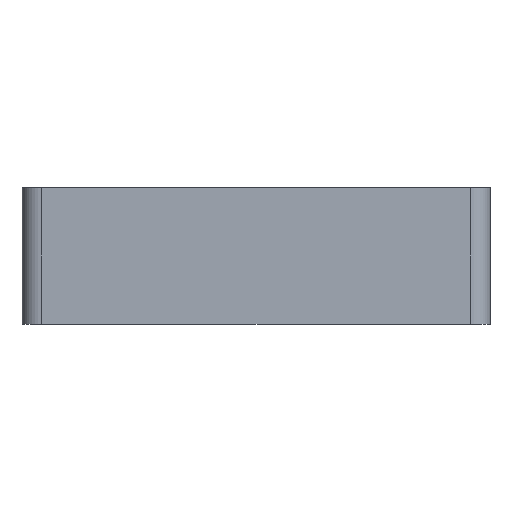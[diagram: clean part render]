
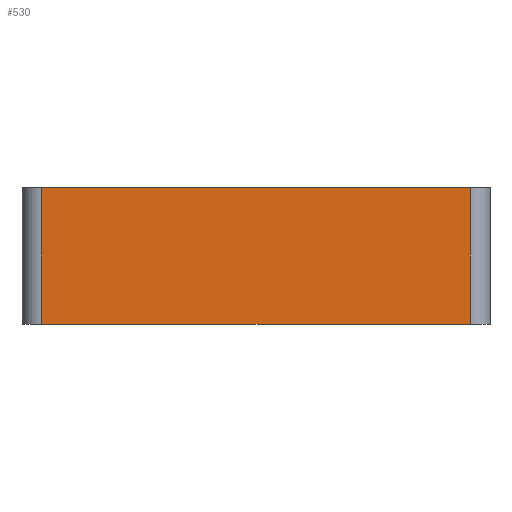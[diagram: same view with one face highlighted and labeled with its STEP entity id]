
A CAD part, left-side view. The second image highlights one B-rep face of the part: STEP entity #530.
In plain terms, the highlighted planar face has unit normal (-1, 0, 0).
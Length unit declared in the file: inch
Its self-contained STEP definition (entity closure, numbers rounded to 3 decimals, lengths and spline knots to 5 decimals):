
#28 = EDGE_LOOP ( 'NONE', ( #760, #4846, #148, #1286 ) ) ;
#41 = AXIS2_PLACEMENT_3D ( 'NONE', #1530, #510, #5917 ) ;
#96 = VERTEX_POINT ( 'NONE', #1345 ) ;
#148 = ORIENTED_EDGE ( 'NONE', *, *, #1582, .T. ) ;
#382 = VERTEX_POINT ( 'NONE', #2654 ) ;
#510 = DIRECTION ( 'NONE',  ( 1., 0., 0. ) ) ;
#530 = ADVANCED_FACE ( 'NONE', ( #5820 ), #1461, .F. ) ;
#588 = LINE ( 'NONE', #2535, #5225 ) ;
#760 = ORIENTED_EDGE ( 'NONE', *, *, #5742, .F. ) ;
#1106 = LINE ( 'NONE', #2155, #2231 ) ;
#1286 = ORIENTED_EDGE ( 'NONE', *, *, #6068, .T. ) ;
#1345 = CARTESIAN_POINT ( 'NONE',  ( -3.5, 0.25, -0.875 ) ) ;
#1403 = CARTESIAN_POINT ( 'NONE',  ( -3.5, 5.75, 0.875 ) ) ;
#1461 = PLANE ( 'NONE',  #41 ) ;
#1530 = CARTESIAN_POINT ( 'NONE',  ( -3.5, 6., -0.875 ) ) ;
#1582 = EDGE_CURVE ( 'NONE', #3457, #96, #588, .T. ) ;
#1869 = DIRECTION ( 'NONE',  ( 0., 0., -1. ) ) ;
#2155 = CARTESIAN_POINT ( 'NONE',  ( -3.5, 0.25, -0.875 ) ) ;
#2231 = VECTOR ( 'NONE', #5083, 39.37008 ) ;
#2251 = CARTESIAN_POINT ( 'NONE',  ( -3.5, 5.75, -0.875 ) ) ;
#2277 = EDGE_CURVE ( 'NONE', #3156, #3457, #3675, .T. ) ;
#2376 = CARTESIAN_POINT ( 'NONE',  ( -3.5, 5.75, -0.875 ) ) ;
#2535 = CARTESIAN_POINT ( 'NONE',  ( -3.5, 6., -0.875 ) ) ;
#2586 = DIRECTION ( 'NONE',  ( 0., -1., 0. ) ) ;
#2654 = CARTESIAN_POINT ( 'NONE',  ( -3.5, 0.25, 0.875 ) ) ;
#3156 = VERTEX_POINT ( 'NONE', #1403 ) ;
#3457 = VERTEX_POINT ( 'NONE', #2376 ) ;
#3536 = CARTESIAN_POINT ( 'NONE',  ( -3.5, 6., 0.875 ) ) ;
#3675 = LINE ( 'NONE', #2251, #5747 ) ;
#4037 = VECTOR ( 'NONE', #2586, 39.37008 ) ;
#4365 = DIRECTION ( 'NONE',  ( 0., -1., 0. ) ) ;
#4484 = LINE ( 'NONE', #3536, #4037 ) ;
#4846 = ORIENTED_EDGE ( 'NONE', *, *, #2277, .T. ) ;
#5083 = DIRECTION ( 'NONE',  ( 0., 0., 1. ) ) ;
#5225 = VECTOR ( 'NONE', #4365, 39.37008 ) ;
#5742 = EDGE_CURVE ( 'NONE', #3156, #382, #4484, .T. ) ;
#5747 = VECTOR ( 'NONE', #1869, 39.37008 ) ;
#5820 = FACE_OUTER_BOUND ( 'NONE', #28, .T. ) ;
#5917 = DIRECTION ( 'NONE',  ( 0., 0., -1. ) ) ;
#6068 = EDGE_CURVE ( 'NONE', #96, #382, #1106, .T. ) ;
